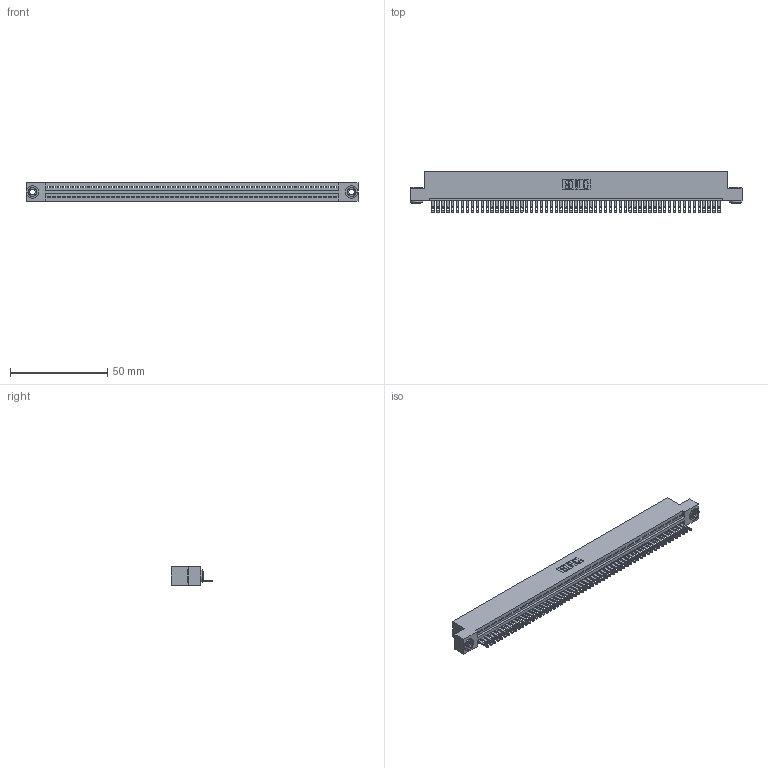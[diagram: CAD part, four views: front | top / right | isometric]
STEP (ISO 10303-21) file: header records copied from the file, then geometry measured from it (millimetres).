
FILE_DESCRIPTION (( 'STEP AP203' ), '1' );
FILE_NAME ('345-059-500-103.STEP', '2019-10-10T18:30:33', ( '' ), ( '' ), 'SwSTEP 2.0', 'SolidWorks 2016', '' );
FILE_SCHEMA (( 'CONFIG_CONTROL_DESIGN' ));
Length unit declared in the file: inch
Products named in the file (4): 345-292-001_345-293-100; 345 Part_Flush Mounting Lugs - 0.156 Dia-TH; 345-250-002_345-250-002-102; 345-059-500-103
Assembly tree (62 placements, depth 2):
  345-059-500-103
    345 Part_Flush Mounting Lugs - 0.156 Dia-TH
    345-292-001_345-293-100  x59
    345-250-002_345-250-002-102  x2
Bounding box: 171.07 x 21.51 x 9.4 mm (x, y, z)
Volume: 16443.5 mm3; surface area: 22429.9 mm2
Topology: 62 solids, 62 shells, 3350 faces, 10329 edges, 6882 vertices
Faces by surface type: plane 2096, cylinder 1246, cone 8
Entity records: 42696 total; most frequent: CARTESIAN_POINT 7372, ORIENTED_EDGE 7358, DIRECTION 6447, EDGE_CURVE 3679, VECTOR 3283, LINE 3283, VERTEX_POINT 2450, AXIS2_PLACEMENT_3D 1582
